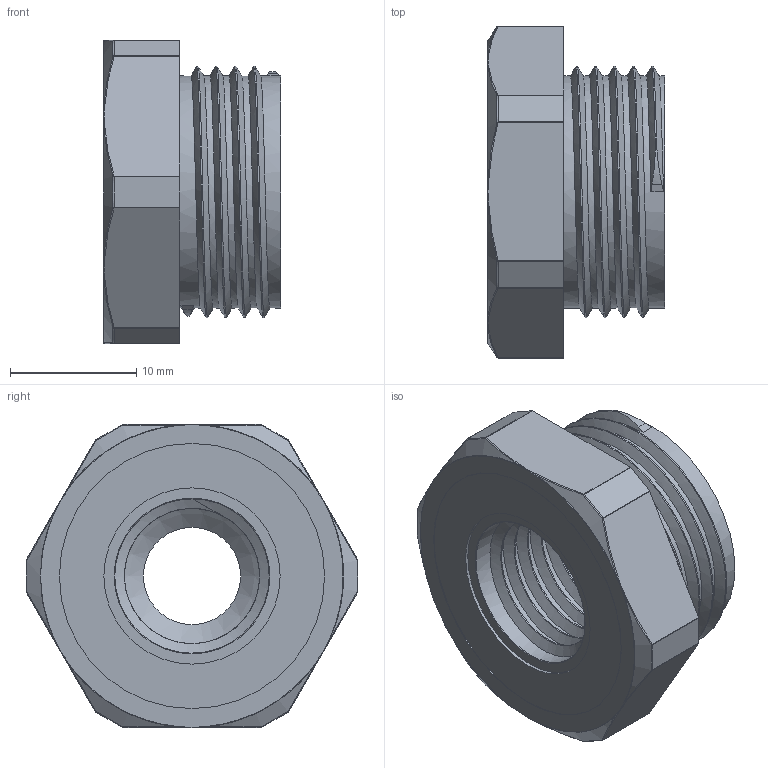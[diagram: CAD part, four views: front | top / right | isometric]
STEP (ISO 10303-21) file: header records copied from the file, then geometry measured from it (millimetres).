
FILE_DESCRIPTION(/* description */ ('Reduzierung sechskant M/M 20x1,5/12x1,5'),/* implementation_level */ '2;1');
FILE_NAME(/* name */ '11082012-RST.stp',/* time_stamp */ '2020-04-27T10:51:53+02:00',/* author */ ('sl'),/* organization */ (''),/* preprocessor_version */ 'ST-DEVELOPER v16.5',/* originating_system */ 'Autodesk Inventor 2017',/* authorisation */ '');
FILE_SCHEMA (('AUTOMOTIVE_DESIGN { 1 0 10303 214 3 1 1 }'));
Length unit declared in the file: millimetre
Products named in the file (1): 11082012
Bounding box: 14.05 x 26.28 x 24 mm (x, y, z)
Volume: 3646.4 mm3; surface area: 2744.9 mm2
Topology: 1 solids, 1 shells, 107 faces, 259 edges, 146 vertices
Faces by surface type: bspline 34, cylinder 33, plane 20, sphere 12, cone 7, torus 1
Full cylindrical faces by diameter (mm): 7.69 x1, 12.232 x5, 13.95 x1, 14.9 x1, 18.378 x5, 21 x1, 24 x1
Entity records: 5282 total; most frequent: CARTESIAN_POINT 3319, ORIENTED_EDGE 410, DIRECTION 360, EDGE_CURVE 205, AXIS2_PLACEMENT_3D 158, VERTEX_POINT 123, EDGE_LOOP 114, FACE_OUTER_BOUND 98
